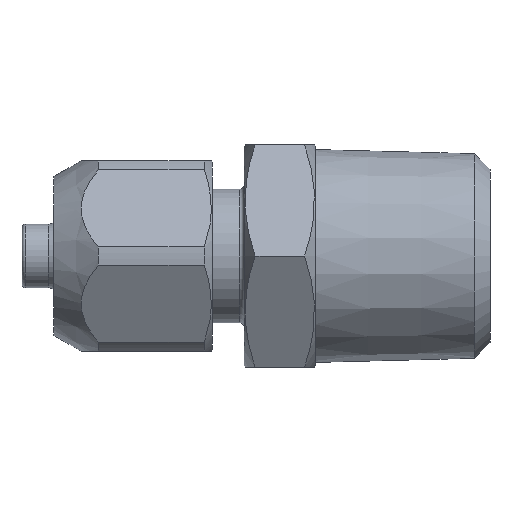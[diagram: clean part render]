
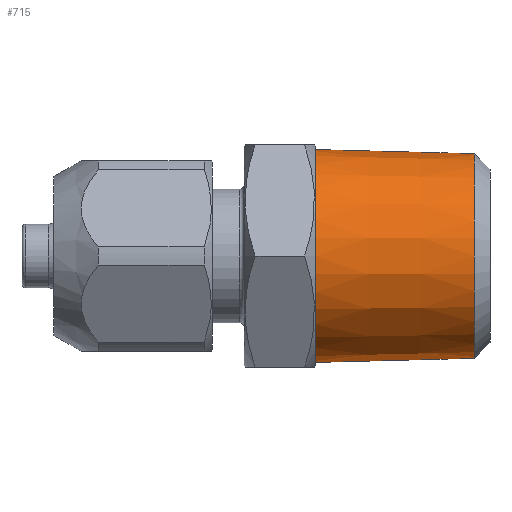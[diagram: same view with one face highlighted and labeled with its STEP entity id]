
A CAD part, left-side view. The second image highlights one B-rep face of the part: STEP entity #715.
In plain terms, the highlighted conical face has half-angle 1.47 degrees and reference radius 6.707 mm.
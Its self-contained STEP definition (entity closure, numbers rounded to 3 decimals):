
#40 = FACE_OUTER_BOUND ( 'NONE', #464, .T. ) ;
#104 = VECTOR ( 'NONE', #1892, 1000. ) ;
#110 = LINE ( 'NONE', #1672, #803 ) ;
#133 = EDGE_CURVE ( 'NONE', #446, #432, #1449, .T. ) ;
#151 = EDGE_CURVE ( 'NONE', #443, #433, #989, .T. ) ;
#404 = ORIENTED_EDGE ( 'NONE', *, *, #133, .T. ) ;
#405 = ORIENTED_EDGE ( 'NONE', *, *, #1086, .F. ) ;
#406 = ORIENTED_EDGE ( 'NONE', *, *, #151, .F. ) ;
#407 = ORIENTED_EDGE ( 'NONE', *, *, #1136, .T. ) ;
#432 = VERTEX_POINT ( 'NONE', #1373 ) ;
#433 = VERTEX_POINT ( 'NONE', #1374 ) ;
#443 = VERTEX_POINT ( 'NONE', #1384 ) ;
#446 = VERTEX_POINT ( 'NONE', #1387 ) ;
#464 = EDGE_LOOP ( 'NONE', ( #405, #406, #407, #404 ) ) ;
#715 = ADVANCED_FACE ( 'NONE', ( #40 ), #1000, .T. ) ;
#803 = VECTOR ( 'NONE', #1673, 1000. ) ;
#916 = DIRECTION ( 'NONE',  ( 0., 0., -1. ) ) ;
#929 = CARTESIAN_POINT ( 'NONE',  ( 0., 11., 0. ) ) ;
#932 = DIRECTION ( 'NONE',  ( 0., -1., 0. ) ) ;
#963 = LINE ( 'NONE', #1891, #104 ) ;
#985 = AXIS2_PLACEMENT_3D ( 'NONE', #1178, #1179, #1180 ) ;
#989 = CIRCLE ( 'NONE', #985, 6.45 ) ;
#1000 = CONICAL_SURFACE ( 'NONE', #1039, 6.707, 0.026 ) ;
#1039 = AXIS2_PLACEMENT_3D ( 'NONE', #1493, #1494, #1495 ) ;
#1086 = EDGE_CURVE ( 'NONE', #433, #432, #110, .T. ) ;
#1136 = EDGE_CURVE ( 'NONE', #443, #446, #963, .T. ) ;
#1178 = CARTESIAN_POINT ( 'NONE',  ( 0., 1., 0. ) ) ;
#1179 = DIRECTION ( 'NONE',  ( 0., -1., 0. ) ) ;
#1180 = DIRECTION ( 'NONE',  ( 0., 0., -1. ) ) ;
#1373 = CARTESIAN_POINT ( 'NONE',  ( 0., 11., -6.707 ) ) ;
#1374 = CARTESIAN_POINT ( 'NONE',  ( 0., 1., -6.45 ) ) ;
#1384 = CARTESIAN_POINT ( 'NONE',  ( 0., 1., 6.45 ) ) ;
#1387 = CARTESIAN_POINT ( 'NONE',  ( 0., 11., 6.707 ) ) ;
#1447 = AXIS2_PLACEMENT_3D ( 'NONE', #929, #932, #916 ) ;
#1449 = CIRCLE ( 'NONE', #1447, 6.707 ) ;
#1493 = CARTESIAN_POINT ( 'NONE',  ( 0., 11., 0. ) ) ;
#1494 = DIRECTION ( 'NONE',  ( 0., 1., 0. ) ) ;
#1495 = DIRECTION ( 'NONE',  ( 0., 0., 1. ) ) ;
#1672 = CARTESIAN_POINT ( 'NONE',  ( 0., 11., -6.707 ) ) ;
#1673 = DIRECTION ( 'NONE',  ( 0., 1., -0.026 ) ) ;
#1891 = CARTESIAN_POINT ( 'NONE',  ( 0., 11., 6.707 ) ) ;
#1892 = DIRECTION ( 'NONE',  ( 0., 1., 0.026 ) ) ;
